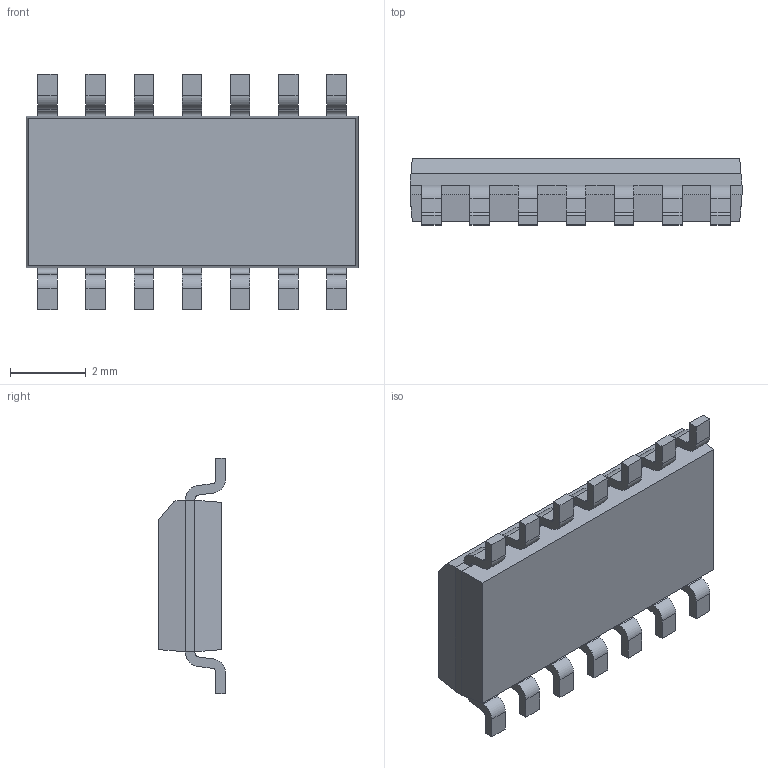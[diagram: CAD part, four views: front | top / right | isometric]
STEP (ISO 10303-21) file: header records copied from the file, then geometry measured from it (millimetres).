
FILE_DESCRIPTION (( 'STEP AP214' ), '1' );
FILE_NAME ('User Library-SOIC14_JEDEC_MS-012AB.STEP', '2016-01-04T08:21:25', ( 'Windows User' ), ( '' ), 'SwSTEP 2.0', 'SolidWorks 2016', '' );
FILE_SCHEMA (( 'AUTOMOTIVE_DESIGN' ));
Length unit declared in the file: millimetre
Products named in the file (1): User Library-SOIC14_JEDEC_MS-012AB
Bounding box: 8.75 x 1.75 x 6.2 mm (x, y, z)
Volume: 58.8 mm3; surface area: 142.1 mm2
Topology: 1 solids, 1 shells, 236 faces, 645 edges, 418 vertices
Faces by surface type: plane 155, cylinder 58, bspline 23
Entity records: 10773 total; most frequent: CARTESIAN_POINT 2755, ORIENTED_EDGE 1290, DIRECTION 1143, EDGE_CURVE 645, LINE 483, VECTOR 483, VERTEX_POINT 418, AXIS2_PLACEMENT_3D 330
